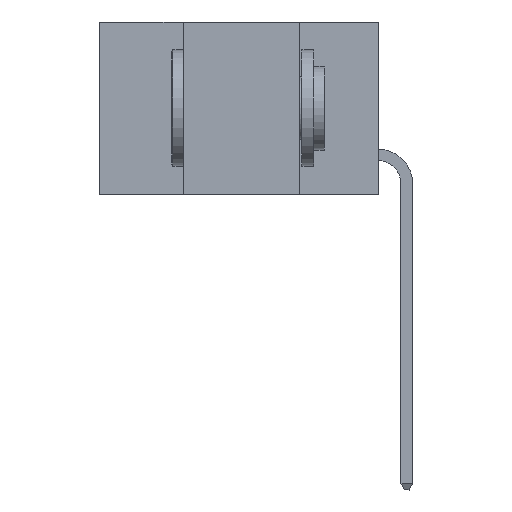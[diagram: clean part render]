
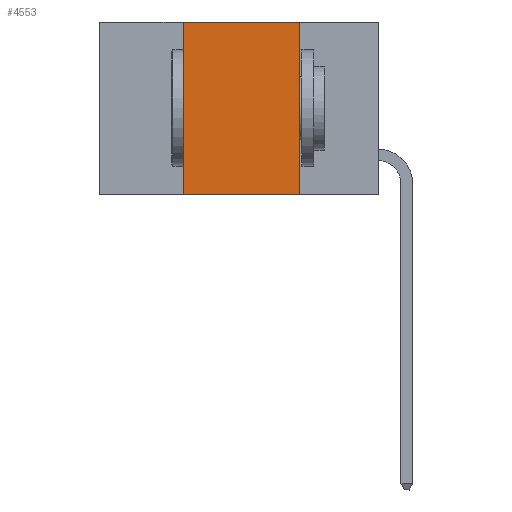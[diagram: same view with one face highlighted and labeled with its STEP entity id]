
A CAD part, left-side view. The second image highlights one B-rep face of the part: STEP entity #4553.
In plain terms, the highlighted planar face has unit normal (-1, 0, 0).
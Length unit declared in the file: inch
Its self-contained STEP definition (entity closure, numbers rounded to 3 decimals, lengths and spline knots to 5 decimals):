
#296 = FACE_OUTER_BOUND ( 'NONE', #1420, .T. ) ;
#423 = DIRECTION ( 'NONE',  ( 0., 0., -1. ) ) ;
#1420 = EDGE_LOOP ( 'NONE', ( #6705, #5977, #8838, #8988 ) ) ;
#2158 = CARTESIAN_POINT ( 'NONE',  ( 0., 0.17, -0.37 ) ) ;
#2191 = DIRECTION ( 'NONE',  ( 0., 0., 1. ) ) ;
#3905 = LINE ( 'NONE', #7674, #7150 ) ;
#4329 = VERTEX_POINT ( 'NONE', #6369 ) ;
#4553 = ADVANCED_FACE ( 'NONE', ( #296 ), #5978, .F. ) ;
#4622 = VERTEX_POINT ( 'NONE', #9638 ) ;
#4673 = VERTEX_POINT ( 'NONE', #8056 ) ;
#4857 = DIRECTION ( 'NONE',  ( 0., 0., -1. ) ) ;
#4865 = CARTESIAN_POINT ( 'NONE',  ( 0., 0.42, 0. ) ) ;
#4929 = EDGE_CURVE ( 'NONE', #4673, #7130, #8769, .T. ) ;
#5376 = VECTOR ( 'NONE', #11062, 39.37008 ) ;
#5959 = CARTESIAN_POINT ( 'NONE',  ( 0., 0.42, -0.37 ) ) ;
#5977 = ORIENTED_EDGE ( 'NONE', *, *, #7338, .F. ) ;
#5978 = PLANE ( 'NONE',  #6549 ) ;
#6369 = CARTESIAN_POINT ( 'NONE',  ( 0., 0.17, -0.37 ) ) ;
#6549 = AXIS2_PLACEMENT_3D ( 'NONE', #11633, #9775, #423 ) ;
#6705 = ORIENTED_EDGE ( 'NONE', *, *, #9633, .F. ) ;
#7130 = VERTEX_POINT ( 'NONE', #4865 ) ;
#7150 = VECTOR ( 'NONE', #8649, 39.37008 ) ;
#7338 = EDGE_CURVE ( 'NONE', #7130, #4622, #3905, .T. ) ;
#7364 = EDGE_CURVE ( 'NONE', #4673, #4329, #11389, .T. ) ;
#7409 = CARTESIAN_POINT ( 'NONE',  ( 0., 0.6, -0.37 ) ) ;
#7674 = CARTESIAN_POINT ( 'NONE',  ( 0., 0.6, 0. ) ) ;
#8056 = CARTESIAN_POINT ( 'NONE',  ( 0., 0.42, -0.37 ) ) ;
#8498 = LINE ( 'NONE', #2158, #9333 ) ;
#8649 = DIRECTION ( 'NONE',  ( 0., -1., 0. ) ) ;
#8769 = LINE ( 'NONE', #5959, #11967 ) ;
#8838 = ORIENTED_EDGE ( 'NONE', *, *, #4929, .F. ) ;
#8988 = ORIENTED_EDGE ( 'NONE', *, *, #7364, .T. ) ;
#9333 = VECTOR ( 'NONE', #4857, 39.37008 ) ;
#9633 = EDGE_CURVE ( 'NONE', #4622, #4329, #8498, .T. ) ;
#9638 = CARTESIAN_POINT ( 'NONE',  ( 0., 0.17, 0. ) ) ;
#9775 = DIRECTION ( 'NONE',  ( 1., 0., 0. ) ) ;
#11062 = DIRECTION ( 'NONE',  ( 0., -1., 0. ) ) ;
#11389 = LINE ( 'NONE', #7409, #5376 ) ;
#11633 = CARTESIAN_POINT ( 'NONE',  ( 0., 0.6, 0. ) ) ;
#11967 = VECTOR ( 'NONE', #2191, 39.37008 ) ;
